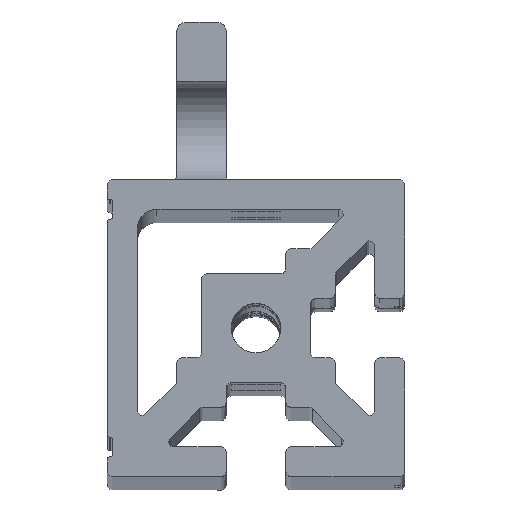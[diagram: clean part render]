
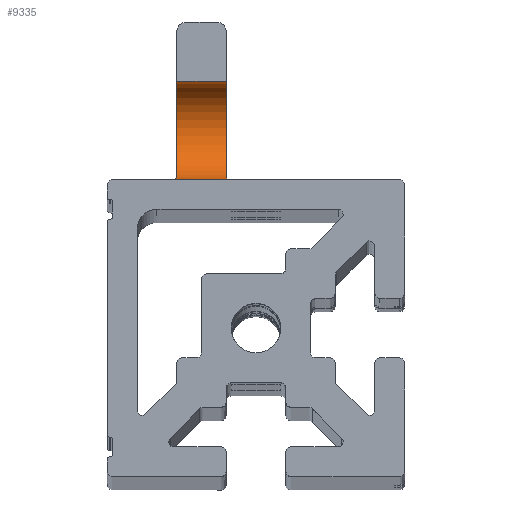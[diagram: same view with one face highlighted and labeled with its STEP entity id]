
A CAD part, top view. The second image highlights one B-rep face of the part: STEP entity #9335.
In plain terms, the highlighted cylindrical face has radius 2.5 mm (diameter 5 mm), a partial arc.
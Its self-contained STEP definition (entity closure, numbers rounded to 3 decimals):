
#412 = ORIENTED_EDGE ( 'NONE', *, *, #7465, .T. ) ;
#522 = B_SPLINE_CURVE_WITH_KNOTS ( 'NONE', 3,
 ( #10156, #3973, #12307, #868, #5107, #1003 ),
 .UNSPECIFIED., .F., .F.,
 ( 4, 2, 4 ),
 ( 0., 0.001, 0.001 ),
 .UNSPECIFIED. ) ;
#782 = CARTESIAN_POINT ( 'NONE',  ( -4.133, 7.52, 363.382 ) ) ;
#868 = CARTESIAN_POINT ( 'NONE',  ( -1.367, 7.52, 363.382 ) ) ;
#1003 = CARTESIAN_POINT ( 'NONE',  ( -1.25, 7.5, 363.75 ) ) ;
#1013 = DIRECTION ( 'NONE',  ( 0., 0., -1. ) ) ;
#1448 = CIRCLE ( 'NONE', #9624, 2.5 ) ;
#1520 = ORIENTED_EDGE ( 'NONE', *, *, #3392, .F. ) ;
#1609 = EDGE_CURVE ( 'NONE', #10379, #10950, #8910, .T. ) ;
#1929 = CARTESIAN_POINT ( 'NONE',  ( -4., 10., 363.75 ) ) ;
#2180 = CARTESIAN_POINT ( 'NONE',  ( -1.5, 7.75, 362.66 ) ) ;
#2621 = CARTESIAN_POINT ( 'NONE',  ( -4., 7.75, 362.66 ) ) ;
#2690 = VERTEX_POINT ( 'NONE', #2180 ) ;
#2785 = DIRECTION ( 'NONE',  ( 0., 0., 1. ) ) ;
#3141 = CARTESIAN_POINT ( 'NONE',  ( -4.25, 7.5, 363.75 ) ) ;
#3160 = CARTESIAN_POINT ( 'NONE',  ( -1.25, 7.5, 363.75 ) ) ;
#3224 = FACE_OUTER_BOUND ( 'NONE', #11015, .T. ) ;
#3392 = EDGE_CURVE ( 'NONE', #7523, #10041, #7324, .T. ) ;
#3458 = CARTESIAN_POINT ( 'NONE',  ( -1.5, 12.5, 363.75 ) ) ;
#3707 = B_SPLINE_CURVE_WITH_KNOTS ( 'NONE', 3,
 ( #13022, #5906, #782, #4892, #9004, #11544 ),
 .UNSPECIFIED., .F., .F.,
 ( 4, 2, 4 ),
 ( 0., 0.001, 0.001 ),
 .UNSPECIFIED. ) ;
#3868 = DIRECTION ( 'NONE',  ( -1., 0., 0. ) ) ;
#3876 = DIRECTION ( 'NONE',  ( -1., 0., 0. ) ) ;
#3973 = CARTESIAN_POINT ( 'NONE',  ( -1.5, 7.665, 362.836 ) ) ;
#4186 = CARTESIAN_POINT ( 'NONE',  ( 7.5, 10., 363.75 ) ) ;
#4892 = CARTESIAN_POINT ( 'NONE',  ( -4.038, 7.603, 363.017 ) ) ;
#5107 = CARTESIAN_POINT ( 'NONE',  ( -1.308, 7.5, 363.566 ) ) ;
#5906 = CARTESIAN_POINT ( 'NONE',  ( -4.192, 7.5, 363.566 ) ) ;
#6035 = AXIS2_PLACEMENT_3D ( 'NONE', #1929, #3876, #2785 ) ;
#6435 = AXIS2_PLACEMENT_3D ( 'NONE', #4186, #10550, #7466 ) ;
#6584 = ORIENTED_EDGE ( 'NONE', *, *, #12855, .T. ) ;
#6623 = VERTEX_POINT ( 'NONE', #2621 ) ;
#7324 = LINE ( 'NONE', #13302, #10232 ) ;
#7434 = CARTESIAN_POINT ( 'NONE',  ( -4., 12.5, 363.75 ) ) ;
#7465 = EDGE_CURVE ( 'NONE', #7523, #6623, #8608, .T. ) ;
#7466 = DIRECTION ( 'NONE',  ( 0., -1., 0. ) ) ;
#7523 = VERTEX_POINT ( 'NONE', #7434 ) ;
#8216 = DIRECTION ( 'NONE',  ( 1., 0., 0. ) ) ;
#8608 = CIRCLE ( 'NONE', #6035, 2.5 ) ;
#8910 = LINE ( 'NONE', #10051, #10610 ) ;
#9004 = CARTESIAN_POINT ( 'NONE',  ( -4., 7.665, 362.836 ) ) ;
#9029 = CARTESIAN_POINT ( 'NONE',  ( -1.5, 10., 363.75 ) ) ;
#9335 = ADVANCED_FACE ( 'NONE', ( #3224 ), #10293, .F. ) ;
#9340 = EDGE_CURVE ( 'NONE', #2690, #10379, #522, .T. ) ;
#9624 = AXIS2_PLACEMENT_3D ( 'NONE', #9029, #11239, #1013 ) ;
#10041 = VERTEX_POINT ( 'NONE', #3458 ) ;
#10051 = CARTESIAN_POINT ( 'NONE',  ( -4., 7.5, 363.75 ) ) ;
#10156 = CARTESIAN_POINT ( 'NONE',  ( -1.5, 7.75, 362.66 ) ) ;
#10232 = VECTOR ( 'NONE', #8216, 1000. ) ;
#10293 = CYLINDRICAL_SURFACE ( 'NONE', #6435, 2.5 ) ;
#10379 = VERTEX_POINT ( 'NONE', #3160 ) ;
#10550 = DIRECTION ( 'NONE',  ( -1., 0., 0. ) ) ;
#10610 = VECTOR ( 'NONE', #3868, 1000. ) ;
#10880 = EDGE_CURVE ( 'NONE', #10950, #6623, #3707, .T. ) ;
#10950 = VERTEX_POINT ( 'NONE', #3141 ) ;
#11015 = EDGE_LOOP ( 'NONE', ( #6584, #1520, #412, #12951, #12657, #12571 ) ) ;
#11239 = DIRECTION ( 'NONE',  ( 1., 0., 0. ) ) ;
#11544 = CARTESIAN_POINT ( 'NONE',  ( -4., 7.75, 362.66 ) ) ;
#12307 = CARTESIAN_POINT ( 'NONE',  ( -1.462, 7.603, 363.017 ) ) ;
#12571 = ORIENTED_EDGE ( 'NONE', *, *, #9340, .F. ) ;
#12657 = ORIENTED_EDGE ( 'NONE', *, *, #1609, .F. ) ;
#12855 = EDGE_CURVE ( 'NONE', #2690, #10041, #1448, .T. ) ;
#12951 = ORIENTED_EDGE ( 'NONE', *, *, #10880, .F. ) ;
#13022 = CARTESIAN_POINT ( 'NONE',  ( -4.25, 7.5, 363.75 ) ) ;
#13302 = CARTESIAN_POINT ( 'NONE',  ( 7.5, 12.5, 363.75 ) ) ;
